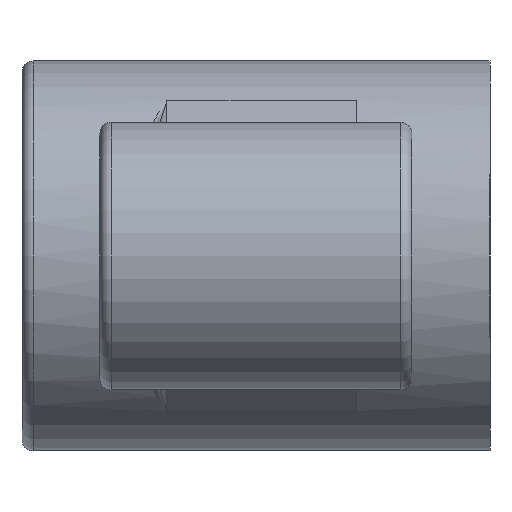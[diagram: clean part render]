
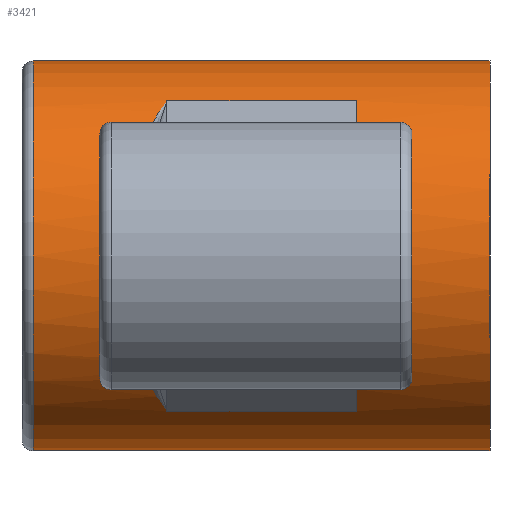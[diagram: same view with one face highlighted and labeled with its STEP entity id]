
A CAD part, left-side view. The second image highlights one B-rep face of the part: STEP entity #3421.
In plain terms, the highlighted cylindrical face has radius 17.5 mm (diameter 35 mm), a full revolution.
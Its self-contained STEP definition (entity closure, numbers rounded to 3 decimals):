
#784 = DIRECTION ( 'NONE',  ( 0., -1., 0. ) ) ;
#890 = CARTESIAN_POINT ( 'NONE',  ( -13.532, 9.669, -11.11 ) ) ;
#1251 = VECTOR ( 'NONE', #11471, 1000. ) ;
#1337 = DIRECTION ( 'NONE',  ( 0., -1., 0. ) ) ;
#1549 = DIRECTION ( 'NONE',  ( 0., 0., 1. ) ) ;
#1597 = B_SPLINE_CURVE_WITH_KNOTS ( 'NONE', 3,
 ( #13305, #23112, #5496, #11271, #24768, #24906, #15185, #5628, #18942, #20979, #13554, #3848 ),
 .UNSPECIFIED., .F., .F.,
 ( 4, 2, 2, 2, 2, 4 ),
 ( 0., 0.002, 0.003, 0.005, 0.006, 0.007 ),
 .UNSPECIFIED. ) ;
#1678 = CARTESIAN_POINT ( 'NONE',  ( -10.612, -9., 13.916 ) ) ;
#2087 = CARTESIAN_POINT ( 'NONE',  ( -10.612, 8., -13.916 ) ) ;
#2693 = CYLINDRICAL_SURFACE ( 'NONE', #15157, 17.5 ) ;
#2761 = EDGE_CURVE ( 'NONE', #23813, #23813, #24183, .T. ) ;
#2796 = CARTESIAN_POINT ( 'NONE',  ( -10.809, 8.116, -13.765 ) ) ;
#3421 = ADVANCED_FACE ( 'NONE', ( #8452, #12137, #19928 ), #2693, .T. ) ;
#3577 = EDGE_CURVE ( 'NONE', #15964, #6179, #5818, .T. ) ;
#3723 = ORIENTED_EDGE ( 'NONE', *, *, #11215, .T. ) ;
#3848 = CARTESIAN_POINT ( 'NONE',  ( -10.612, 8., 13.916 ) ) ;
#4458 = CARTESIAN_POINT ( 'NONE',  ( -10.612, 8., -13.916 ) ) ;
#4877 = CARTESIAN_POINT ( 'NONE',  ( 0., 20., 0. ) ) ;
#5219 = DIRECTION ( 'NONE',  ( 0., 0., 1. ) ) ;
#5496 = CARTESIAN_POINT ( 'NONE',  ( -14.183, 9.918, 10.265 ) ) ;
#5628 = CARTESIAN_POINT ( 'NONE',  ( -11.575, 8.576, 13.127 ) ) ;
#5818 = LINE ( 'NONE', #9436, #1251 ) ;
#6076 = EDGE_CURVE ( 'NONE', #15964, #8992, #24847, .T. ) ;
#6179 = VERTEX_POINT ( 'NONE', #8800 ) ;
#7271 = EDGE_LOOP ( 'NONE', ( #24790 ) ) ;
#7761 = VERTEX_POINT ( 'NONE', #12712 ) ;
#8200 = CARTESIAN_POINT ( 'NONE',  ( -12.49, 9.12, -12.268 ) ) ;
#8406 = ORIENTED_EDGE ( 'NONE', *, *, #14478, .F. ) ;
#8452 = FACE_OUTER_BOUND ( 'NONE', #7271, .T. ) ;
#8555 = CARTESIAN_POINT ( 'NONE',  ( -14.183, 9.918, -10.265 ) ) ;
#8800 = CARTESIAN_POINT ( 'NONE',  ( -10.612, -9., -13.916 ) ) ;
#8992 = VERTEX_POINT ( 'NONE', #12060 ) ;
#9436 = CARTESIAN_POINT ( 'NONE',  ( -10.612, 9., -13.916 ) ) ;
#9664 = ORIENTED_EDGE ( 'NONE', *, *, #6076, .T. ) ;
#10222 = CARTESIAN_POINT ( 'NONE',  ( -13.189, 9.5, -11.513 ) ) ;
#11035 = EDGE_CURVE ( 'NONE', #20744, #21874, #24565, .T. ) ;
#11215 = EDGE_CURVE ( 'NONE', #8992, #7761, #22053, .T. ) ;
#11271 = CARTESIAN_POINT ( 'NONE',  ( -13.532, 9.669, 11.11 ) ) ;
#11471 = DIRECTION ( 'NONE',  ( 0., -1., 0. ) ) ;
#12060 = CARTESIAN_POINT ( 'NONE',  ( -14.791, 10., -9.352 ) ) ;
#12129 = CARTESIAN_POINT ( 'NONE',  ( -11.004, 8.233, -13.609 ) ) ;
#12137 = FACE_BOUND ( 'NONE', #19235, .T. ) ;
#12712 = CARTESIAN_POINT ( 'NONE',  ( -14.791, 10., 9.352 ) ) ;
#12778 = CARTESIAN_POINT ( 'NONE',  ( 0., -21., 0. ) ) ;
#12907 = DIRECTION ( 'NONE',  ( 0., 1., 0. ) ) ;
#13305 = CARTESIAN_POINT ( 'NONE',  ( -14.791, 10., 9.352 ) ) ;
#13344 = AXIS2_PLACEMENT_3D ( 'NONE', #4877, #1337, #16447 ) ;
#13554 = CARTESIAN_POINT ( 'NONE',  ( -10.808, 8.116, 13.765 ) ) ;
#13623 = AXIS2_PLACEMENT_3D ( 'NONE', #14189, #17483, #17963 ) ;
#13881 = CARTESIAN_POINT ( 'NONE',  ( 0., 20., 17.5 ) ) ;
#13900 = CIRCLE ( 'NONE', #20310, 17.5 ) ;
#14168 = EDGE_CURVE ( 'NONE', #7761, #20744, #1597, .T. ) ;
#14189 = CARTESIAN_POINT ( 'NONE',  ( 0., 10., 0. ) ) ;
#14478 = EDGE_CURVE ( 'NONE', #6179, #21874, #23933, .T. ) ;
#14979 = DIRECTION ( 'NONE',  ( 0., -1., 0. ) ) ;
#15157 = AXIS2_PLACEMENT_3D ( 'NONE', #18035, #784, #16384 ) ;
#15185 = CARTESIAN_POINT ( 'NONE',  ( -12.131, 8.908, 12.623 ) ) ;
#15881 = VERTEX_POINT ( 'NONE', #23571 ) ;
#15894 = CARTESIAN_POINT ( 'NONE',  ( -14.791, 10., -9.352 ) ) ;
#15964 = VERTEX_POINT ( 'NONE', #2087 ) ;
#16384 = DIRECTION ( 'NONE',  ( 0., 0., -1. ) ) ;
#16447 = DIRECTION ( 'NONE',  ( 0., 0., 1. ) ) ;
#17083 = ORIENTED_EDGE ( 'NONE', *, *, #3577, .F. ) ;
#17483 = DIRECTION ( 'NONE',  ( 0., 1., 0. ) ) ;
#17963 = DIRECTION ( 'NONE',  ( 0., 0., 1. ) ) ;
#17984 = EDGE_CURVE ( 'NONE', #15881, #15881, #13900, .T. ) ;
#18028 = CARTESIAN_POINT ( 'NONE',  ( -14.494, 10., -9.823 ) ) ;
#18035 = CARTESIAN_POINT ( 'NONE',  ( 0., 21., 0. ) ) ;
#18135 = CARTESIAN_POINT ( 'NONE',  ( -12.131, 8.908, -12.623 ) ) ;
#18689 = AXIS2_PLACEMENT_3D ( 'NONE', #18910, #24873, #1549 ) ;
#18910 = CARTESIAN_POINT ( 'NONE',  ( 0., -9., 0. ) ) ;
#18942 = CARTESIAN_POINT ( 'NONE',  ( -11.387, 8.462, 13.291 ) ) ;
#19159 = ORIENTED_EDGE ( 'NONE', *, *, #14168, .T. ) ;
#19235 = EDGE_LOOP ( 'NONE', ( #3723, #19159, #20466, #8406, #17083, #9664 ) ) ;
#19928 = FACE_OUTER_BOUND ( 'NONE', #21978, .T. ) ;
#20310 = AXIS2_PLACEMENT_3D ( 'NONE', #12778, #12907, #5219 ) ;
#20466 = ORIENTED_EDGE ( 'NONE', *, *, #11035, .T. ) ;
#20527 = CARTESIAN_POINT ( 'NONE',  ( -10.612, 9., 13.916 ) ) ;
#20744 = VERTEX_POINT ( 'NONE', #24574 ) ;
#20979 = CARTESIAN_POINT ( 'NONE',  ( -11.004, 8.233, 13.609 ) ) ;
#21874 = VERTEX_POINT ( 'NONE', #1678 ) ;
#21978 = EDGE_LOOP ( 'NONE', ( #23994 ) ) ;
#22053 = CIRCLE ( 'NONE', #13623, 17.5 ) ;
#22174 = CARTESIAN_POINT ( 'NONE',  ( -11.387, 8.462, -13.291 ) ) ;
#23112 = CARTESIAN_POINT ( 'NONE',  ( -14.494, 10., 9.823 ) ) ;
#23571 = CARTESIAN_POINT ( 'NONE',  ( 0., -21., 17.5 ) ) ;
#23813 = VERTEX_POINT ( 'NONE', #13881 ) ;
#23933 = CIRCLE ( 'NONE', #18689, 17.5 ) ;
#23940 = CARTESIAN_POINT ( 'NONE',  ( -11.575, 8.576, -13.127 ) ) ;
#23994 = ORIENTED_EDGE ( 'NONE', *, *, #17984, .T. ) ;
#24060 = VECTOR ( 'NONE', #14979, 1000. ) ;
#24183 = CIRCLE ( 'NONE', #13344, 17.5 ) ;
#24565 = LINE ( 'NONE', #20527, #24060 ) ;
#24574 = CARTESIAN_POINT ( 'NONE',  ( -10.612, 8., 13.916 ) ) ;
#24768 = CARTESIAN_POINT ( 'NONE',  ( -13.189, 9.5, 11.513 ) ) ;
#24790 = ORIENTED_EDGE ( 'NONE', *, *, #2761, .T. ) ;
#24847 = B_SPLINE_CURVE_WITH_KNOTS ( 'NONE', 3,
 ( #4458, #2796, #12129, #22174, #23940, #18135, #8200, #10222, #890, #8555, #18028, #15894 ),
 .UNSPECIFIED., .F., .F.,
 ( 4, 2, 2, 2, 2, 4 ),
 ( 0., 0.001, 0.002, 0.003, 0.005, 0.007 ),
 .UNSPECIFIED. ) ;
#24873 = DIRECTION ( 'NONE',  ( 0., 1., 0. ) ) ;
#24906 = CARTESIAN_POINT ( 'NONE',  ( -12.49, 9.12, 12.268 ) ) ;
